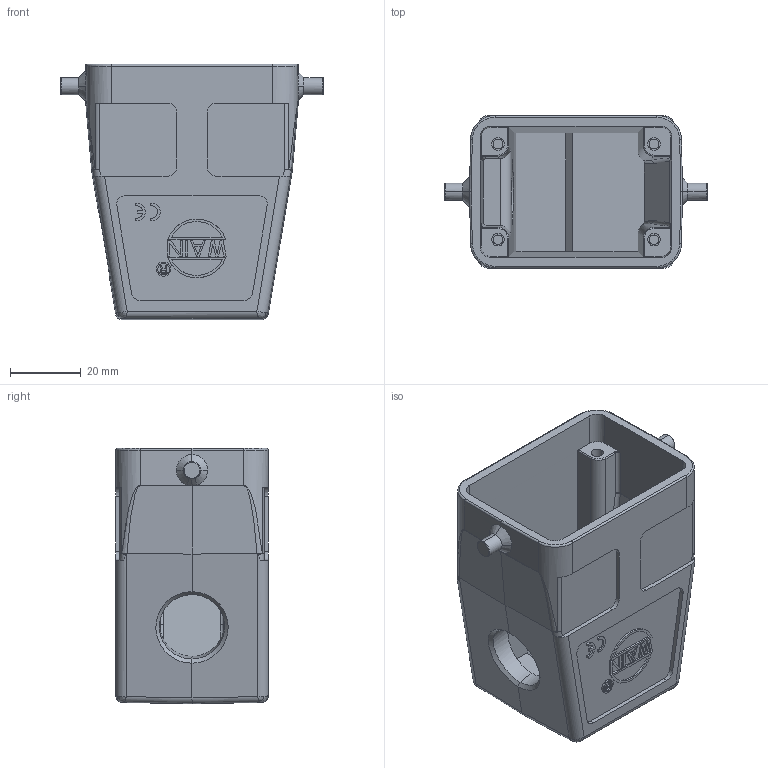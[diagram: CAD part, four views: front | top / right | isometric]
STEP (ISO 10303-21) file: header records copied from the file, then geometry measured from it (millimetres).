
FILE_DESCRIPTION(/* description */ (''),/* implementation_level */ '2;1');
FILE_NAME(/* name */ '3D_1120065105002_H6B-MSEH-2B-M20_V1.0.stp',/* time_stamp */ '2024-04-02T15:27:29+08:00',/* author */ (''),/* organization */ (''),/* preprocessor_version */ 'ST-DEVELOPER v18.1',/* originating_system */ 'SIEMENS PLM Software NX 1980',/* authorisation */ '');
FILE_SCHEMA (('AUTOMOTIVE_DESIGN { 1 0 10303 214 3 1 1 1 }'));
Length unit declared in the file: millimetre
Products named in the file (1): 3D_1120065105003_H6B-MSEH-2B-M25_V1.1_stp
Bounding box: 74 x 43 x 72 mm (x, y, z)
Volume: 55283.9 mm3; surface area: 28963 mm2
Topology: 1 solids, 1 shells, 419 faces, 1092 edges, 711 vertices
Faces by surface type: plane 248, cylinder 107, torus 20, bspline 18, sphere 10, extrusion 8, cone 8
Entity records: 15001 total; most frequent: CARTESIAN_POINT 5006, ORIENTED_EDGE 2180, DIRECTION 1868, EDGE_CURVE 1090, VERTEX_POINT 711, VECTOR 688, LINE 680, AXIS2_PLACEMENT_3D 590
